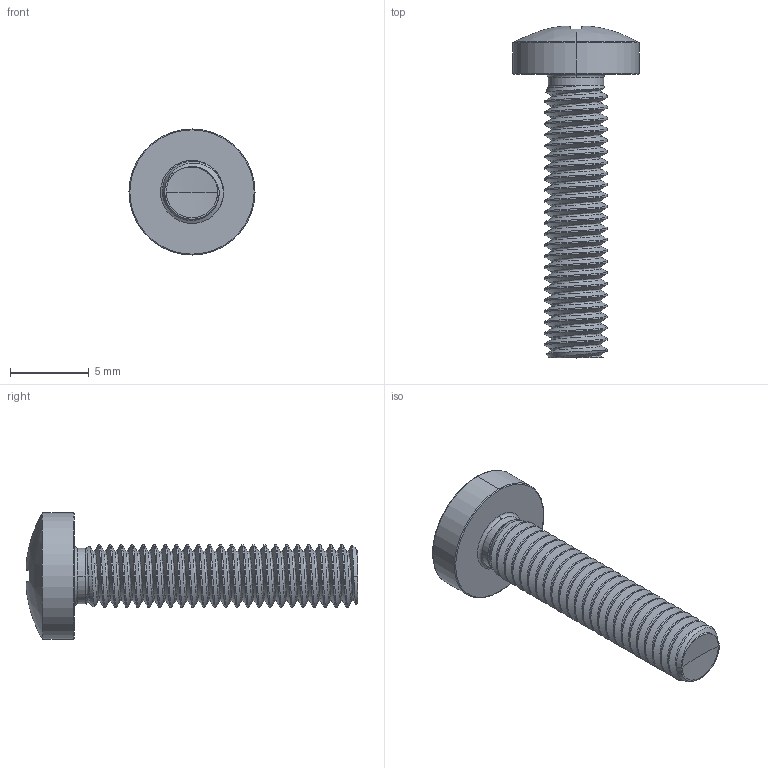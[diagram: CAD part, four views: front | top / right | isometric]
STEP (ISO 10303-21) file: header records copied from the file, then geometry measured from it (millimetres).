
FILE_DESCRIPTION (( 'STEP AP203' ), '1' );
FILE_NAME ('STM320400180.STEP', '2020-12-24T15:52:07', ( '' ), ( '' ), 'SwSTEP 2.0', 'SolidWorks 2015', '' );
FILE_SCHEMA (( 'CONFIG_CONTROL_DESIGN' ));
Products named in the file (2): STM320400180
Bounding box: 8 x 21.06 x 8 mm (x, y, z)
Volume: 300.9 mm3; surface area: 503.5 mm2
Topology: 1 solids, 1 shells, 212 faces, 508 edges, 297 vertices
Faces by surface type: cylinder 72, bspline 46, torus 34, sphere 28, plane 22, cone 10
Entity records: 27376 total; most frequent: CARTESIAN_POINT 22882, ORIENTED_EDGE 1012, DIRECTION 838, EDGE_CURVE 506, AXIS2_PLACEMENT_3D 369, VERTEX_POINT 297, EDGE_LOOP 213, FACE_OUTER_BOUND 212
